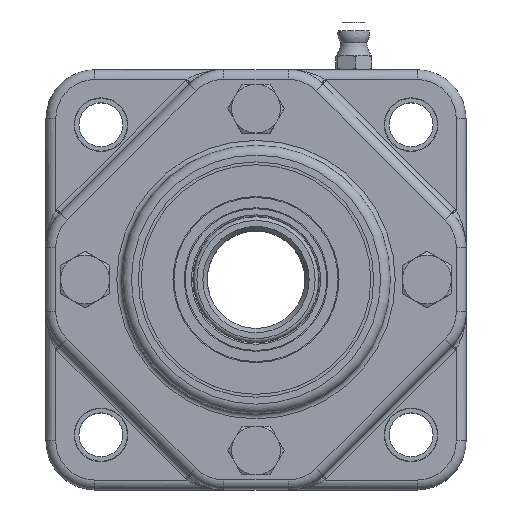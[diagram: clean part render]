
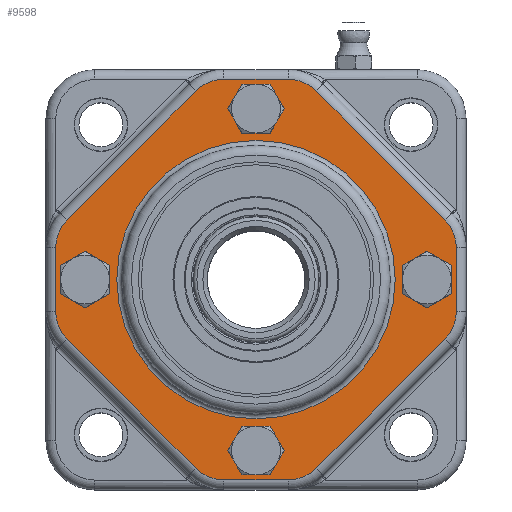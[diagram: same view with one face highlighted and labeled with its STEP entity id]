
A CAD part, top view. The second image highlights one B-rep face of the part: STEP entity #9598.
In plain terms, the highlighted planar face has unit normal (0, 0, 1).
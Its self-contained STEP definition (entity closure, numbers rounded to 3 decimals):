
#672=FACE_OUTER_BOUND('',#2568,.T.);
#1236=LINE('',#15376,#1736);
#1237=LINE('',#15380,#1737);
#1238=LINE('',#15384,#1738);
#1239=LINE('',#15388,#1739);
#1240=LINE('',#15392,#1740);
#1241=LINE('',#15396,#1741);
#1242=LINE('',#15400,#1742);
#1243=LINE('',#15403,#1743);
#1736=VECTOR('',#12027,10.);
#1737=VECTOR('',#12030,10.);
#1738=VECTOR('',#12033,10.);
#1739=VECTOR('',#12036,10.);
#1740=VECTOR('',#12039,10.);
#1741=VECTOR('',#12042,10.);
#1742=VECTOR('',#12045,10.);
#1743=VECTOR('',#12048,10.);
#2182=PLANE('',#10367);
#2355=FACE_BOUND('',#2569,.T.);
#2356=FACE_BOUND('',#2570,.T.);
#2357=FACE_BOUND('',#2571,.T.);
#2358=FACE_BOUND('',#2572,.T.);
#2359=FACE_BOUND('',#2573,.T.);
#2568=EDGE_LOOP('',(#6655,#6656,#6657,#6658,#6659,#6660,#6661,#6662,#6663,
#6664,#6665,#6666,#6667,#6668,#6669,#6670));
#2569=EDGE_LOOP('',(#6671));
#2570=EDGE_LOOP('',(#6672));
#2571=EDGE_LOOP('',(#6673));
#2572=EDGE_LOOP('',(#6674));
#2573=EDGE_LOOP('',(#6675));
#3244=CIRCLE('',#10325,28.5);
#3272=CIRCLE('',#10368,8.);
#3273=CIRCLE('',#10369,8.);
#3274=CIRCLE('',#10370,8.);
#3275=CIRCLE('',#10371,8.);
#3276=CIRCLE('',#10372,8.);
#3277=CIRCLE('',#10373,8.);
#3278=CIRCLE('',#10374,8.);
#3279=CIRCLE('',#10375,8.);
#3280=CIRCLE('',#10376,4.35);
#3281=CIRCLE('',#10377,4.35);
#3282=CIRCLE('',#10378,4.35);
#3283=CIRCLE('',#10379,4.35);
#4033=VERTEX_POINT('',#15253);
#4080=VERTEX_POINT('',#15372);
#4081=VERTEX_POINT('',#15373);
#4082=VERTEX_POINT('',#15375);
#4083=VERTEX_POINT('',#15377);
#4084=VERTEX_POINT('',#15379);
#4085=VERTEX_POINT('',#15381);
#4086=VERTEX_POINT('',#15383);
#4087=VERTEX_POINT('',#15385);
#4088=VERTEX_POINT('',#15387);
#4089=VERTEX_POINT('',#15389);
#4090=VERTEX_POINT('',#15391);
#4091=VERTEX_POINT('',#15393);
#4092=VERTEX_POINT('',#15395);
#4093=VERTEX_POINT('',#15397);
#4094=VERTEX_POINT('',#15399);
#4095=VERTEX_POINT('',#15401);
#4096=VERTEX_POINT('',#15404);
#4097=VERTEX_POINT('',#15406);
#4098=VERTEX_POINT('',#15408);
#4099=VERTEX_POINT('',#15410);
#4987=EDGE_CURVE('',#4033,#4033,#3244,.T.);
#5044=EDGE_CURVE('',#4080,#4081,#3272,.T.);
#5045=EDGE_CURVE('',#4082,#4080,#1236,.T.);
#5046=EDGE_CURVE('',#4083,#4082,#3273,.T.);
#5047=EDGE_CURVE('',#4084,#4083,#1237,.T.);
#5048=EDGE_CURVE('',#4085,#4084,#3274,.T.);
#5049=EDGE_CURVE('',#4086,#4085,#1238,.T.);
#5050=EDGE_CURVE('',#4087,#4086,#3275,.T.);
#5051=EDGE_CURVE('',#4088,#4087,#1239,.T.);
#5052=EDGE_CURVE('',#4089,#4088,#3276,.T.);
#5053=EDGE_CURVE('',#4090,#4089,#1240,.T.);
#5054=EDGE_CURVE('',#4091,#4090,#3277,.T.);
#5055=EDGE_CURVE('',#4092,#4091,#1241,.T.);
#5056=EDGE_CURVE('',#4093,#4092,#3278,.T.);
#5057=EDGE_CURVE('',#4094,#4093,#1242,.T.);
#5058=EDGE_CURVE('',#4095,#4094,#3279,.T.);
#5059=EDGE_CURVE('',#4081,#4095,#1243,.T.);
#5060=EDGE_CURVE('',#4096,#4096,#3280,.T.);
#5061=EDGE_CURVE('',#4097,#4097,#3281,.T.);
#5062=EDGE_CURVE('',#4098,#4098,#3282,.T.);
#5063=EDGE_CURVE('',#4099,#4099,#3283,.T.);
#6655=ORIENTED_EDGE('',*,*,#5044,.F.);
#6656=ORIENTED_EDGE('',*,*,#5045,.F.);
#6657=ORIENTED_EDGE('',*,*,#5046,.F.);
#6658=ORIENTED_EDGE('',*,*,#5047,.F.);
#6659=ORIENTED_EDGE('',*,*,#5048,.F.);
#6660=ORIENTED_EDGE('',*,*,#5049,.F.);
#6661=ORIENTED_EDGE('',*,*,#5050,.F.);
#6662=ORIENTED_EDGE('',*,*,#5051,.F.);
#6663=ORIENTED_EDGE('',*,*,#5052,.F.);
#6664=ORIENTED_EDGE('',*,*,#5053,.F.);
#6665=ORIENTED_EDGE('',*,*,#5054,.F.);
#6666=ORIENTED_EDGE('',*,*,#5055,.F.);
#6667=ORIENTED_EDGE('',*,*,#5056,.F.);
#6668=ORIENTED_EDGE('',*,*,#5057,.F.);
#6669=ORIENTED_EDGE('',*,*,#5058,.F.);
#6670=ORIENTED_EDGE('',*,*,#5059,.F.);
#6671=ORIENTED_EDGE('',*,*,#5060,.T.);
#6672=ORIENTED_EDGE('',*,*,#5061,.T.);
#6673=ORIENTED_EDGE('',*,*,#5062,.T.);
#6674=ORIENTED_EDGE('',*,*,#5063,.T.);
#6675=ORIENTED_EDGE('',*,*,#4987,.F.);
#9598=ADVANCED_FACE('',(#672,#2355,#2356,#2357,#2358,#2359),#2182,.F.);
#10325=AXIS2_PLACEMENT_3D('',#15254,#11910,#11911);
#10367=AXIS2_PLACEMENT_3D('',#15371,#12023,#12024);
#10368=AXIS2_PLACEMENT_3D('',#15374,#12025,#12026);
#10369=AXIS2_PLACEMENT_3D('',#15378,#12028,#12029);
#10370=AXIS2_PLACEMENT_3D('',#15382,#12031,#12032);
#10371=AXIS2_PLACEMENT_3D('',#15386,#12034,#12035);
#10372=AXIS2_PLACEMENT_3D('',#15390,#12037,#12038);
#10373=AXIS2_PLACEMENT_3D('',#15394,#12040,#12041);
#10374=AXIS2_PLACEMENT_3D('',#15398,#12043,#12044);
#10375=AXIS2_PLACEMENT_3D('',#15402,#12046,#12047);
#10376=AXIS2_PLACEMENT_3D('',#15405,#12049,#12050);
#10377=AXIS2_PLACEMENT_3D('',#15407,#12051,#12052);
#10378=AXIS2_PLACEMENT_3D('',#15409,#12053,#12054);
#10379=AXIS2_PLACEMENT_3D('',#15411,#12055,#12056);
#11910=DIRECTION('center_axis',(0.,0.,
1.));
#11911=DIRECTION('ref_axis',(1.,0.,0.));
#12023=DIRECTION('center_axis',(0.,0.,
-1.));
#12024=DIRECTION('ref_axis',(1.,0.,0.));
#12025=DIRECTION('center_axis',(0.,0.,
-1.));
#12026=DIRECTION('ref_axis',(0.924,0.383,0.));
#12027=DIRECTION('',(0.707,-0.707,0.));
#12028=DIRECTION('center_axis',(0.,0.,
-1.));
#12029=DIRECTION('ref_axis',(0.383,0.924,0.));
#12030=DIRECTION('',(1.,0.,0.));
#12031=DIRECTION('center_axis',(0.,0.,
-1.));
#12032=DIRECTION('ref_axis',(-0.383,0.924,0.));
#12033=DIRECTION('',(0.707,0.707,0.));
#12034=DIRECTION('center_axis',(0.,0.,
-1.));
#12035=DIRECTION('ref_axis',(-0.924,0.383,0.));
#12036=DIRECTION('',(0.,1.,0.));
#12037=DIRECTION('center_axis',(0.,0.,
-1.));
#12038=DIRECTION('ref_axis',(-0.924,-0.383,0.));
#12039=DIRECTION('',(-0.707,0.707,0.));
#12040=DIRECTION('center_axis',(0.,0.,
-1.));
#12041=DIRECTION('ref_axis',(-0.383,-0.924,0.));
#12042=DIRECTION('',(-1.,0.,0.));
#12043=DIRECTION('center_axis',(0.,0.,
-1.));
#12044=DIRECTION('ref_axis',(0.383,-0.924,0.));
#12045=DIRECTION('',(-0.707,-0.707,0.));
#12046=DIRECTION('center_axis',(0.,0.,
-1.));
#12047=DIRECTION('ref_axis',(0.924,-0.383,0.));
#12048=DIRECTION('',(0.,-1.,0.));
#12049=DIRECTION('center_axis',(0.,0.,
-1.));
#12050=DIRECTION('ref_axis',(-1.,0.,0.));
#12051=DIRECTION('center_axis',(0.,0.,
-1.));
#12052=DIRECTION('ref_axis',(0.,-1.,0.));
#12053=DIRECTION('center_axis',(0.,0.,
-1.));
#12054=DIRECTION('ref_axis',(1.,0.,0.));
#12055=DIRECTION('center_axis',(0.,0.,
-1.));
#12056=DIRECTION('ref_axis',(0.,1.,0.));
#15253=CARTESIAN_POINT('',(28.5,0.,21.5));
#15254=CARTESIAN_POINT('Origin',(0.,0.,
21.5));
#15371=CARTESIAN_POINT('Origin',(0.,0.,
21.5));
#15372=CARTESIAN_POINT('',(38.657,12.255,21.5));
#15373=CARTESIAN_POINT('',(41.,6.598,21.5));
#15374=CARTESIAN_POINT('Origin',(33.,6.598,21.5));
#15375=CARTESIAN_POINT('',(12.255,38.657,21.5));
#15376=CARTESIAN_POINT('',(33.521,17.391,21.5));
#15377=CARTESIAN_POINT('',(6.598,41.,21.5));
#15378=CARTESIAN_POINT('Origin',(6.598,33.,21.5));
#15379=CARTESIAN_POINT('',(-6.598,41.,21.5));
#15380=CARTESIAN_POINT('',(-21.5,41.,21.5));
#15381=CARTESIAN_POINT('',(-12.255,38.657,21.5));
#15382=CARTESIAN_POINT('Origin',(-6.598,33.,21.5));
#15383=CARTESIAN_POINT('',(-38.657,12.255,21.5));
#15384=CARTESIAN_POINT('',(-17.391,33.521,21.5));
#15385=CARTESIAN_POINT('',(-41.,6.598,21.5));
#15386=CARTESIAN_POINT('Origin',(-33.,6.598,21.5));
#15387=CARTESIAN_POINT('',(-41.,-6.598,21.5));
#15388=CARTESIAN_POINT('',(-41.,-21.5,21.5));
#15389=CARTESIAN_POINT('',(-38.657,-12.255,21.5));
#15390=CARTESIAN_POINT('Origin',(-33.,-6.598,21.5));
#15391=CARTESIAN_POINT('',(-12.255,-38.657,21.5));
#15392=CARTESIAN_POINT('',(-33.521,-17.391,21.5));
#15393=CARTESIAN_POINT('',(-6.598,-41.,21.5));
#15394=CARTESIAN_POINT('Origin',(-6.598,-33.,21.5));
#15395=CARTESIAN_POINT('',(6.598,-41.,21.5));
#15396=CARTESIAN_POINT('',(21.5,-41.,21.5));
#15397=CARTESIAN_POINT('',(12.255,-38.657,21.5));
#15398=CARTESIAN_POINT('Origin',(6.598,-33.,21.5));
#15399=CARTESIAN_POINT('',(38.657,-12.255,21.5));
#15400=CARTESIAN_POINT('',(17.391,-33.521,21.5));
#15401=CARTESIAN_POINT('',(41.,-6.598,21.5));
#15402=CARTESIAN_POINT('Origin',(33.,-6.598,21.5));
#15403=CARTESIAN_POINT('',(41.,21.5,21.5));
#15404=CARTESIAN_POINT('',(4.35,-35.,21.5));
#15405=CARTESIAN_POINT('Origin',(0.,-35.,21.5));
#15406=CARTESIAN_POINT('',(35.,4.35,21.5));
#15407=CARTESIAN_POINT('Origin',(35.,0.,21.5));
#15408=CARTESIAN_POINT('',(-4.35,35.,21.5));
#15409=CARTESIAN_POINT('Origin',(0.,35.,21.5));
#15410=CARTESIAN_POINT('',(-35.,-4.35,21.5));
#15411=CARTESIAN_POINT('Origin',(-35.,0.,21.5));
